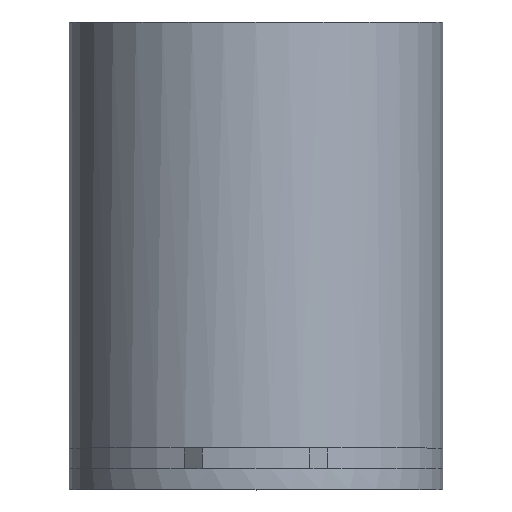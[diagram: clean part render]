
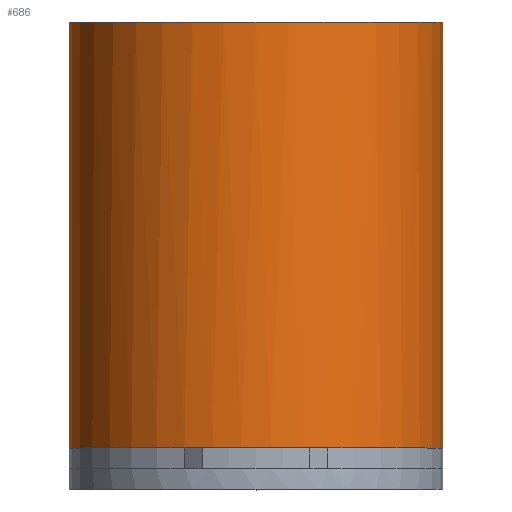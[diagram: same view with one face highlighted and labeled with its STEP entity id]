
A CAD part, top view. The second image highlights one B-rep face of the part: STEP entity #686.
In plain terms, the highlighted cylindrical face has radius 18 mm (diameter 36 mm), a partial arc.
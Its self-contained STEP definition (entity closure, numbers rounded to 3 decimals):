
#124=CARTESIAN_POINT('',(0.,4.,0.));
#125=DIRECTION('',(0.,1.,0.));
#126=DIRECTION('',(-0.383,0.,0.924));
#127=AXIS2_PLACEMENT_3D('',#124,#125,#126);
#159=CARTESIAN_POINT('',(0.,4.,0.));
#160=DIRECTION('',(0.,1.,0.));
#161=DIRECTION('',(-1.,0.,0.));
#162=AXIS2_PLACEMENT_3D('',#159,#160,#161);
#164=DIRECTION('',(0.,-1.,0.));
#165=VECTOR('',#164,41.);
#166=CARTESIAN_POINT('',(-18.,45.,0.));
#167=LINE('',#166,#165);
#168=CARTESIAN_POINT('',(0.,45.,0.));
#169=DIRECTION('',(0.,1.,0.));
#170=DIRECTION('',(-1.,0.,0.));
#171=AXIS2_PLACEMENT_3D('',#168,#169,#170);
#173=DIRECTION('',(0.,-1.,0.));
#174=VECTOR('',#173,41.);
#175=CARTESIAN_POINT('',(18.,45.,0.));
#176=LINE('',#175,#174);
#177=CARTESIAN_POINT('',(0.,4.,0.));
#178=DIRECTION('',(0.,1.,0.));
#179=DIRECTION('',(0.383,0.,0.924));
#180=AXIS2_PLACEMENT_3D('',#177,#178,#179);
#377=CARTESIAN_POINT('',(-18.,45.,0.));
#378=CARTESIAN_POINT('',(18.,45.,0.));
#379=VERTEX_POINT('',#377);
#380=VERTEX_POINT('',#378);
#401=CARTESIAN_POINT('',(-18.,4.,0.));
#402=VERTEX_POINT('',#401);
#405=CARTESIAN_POINT('',(18.,4.,0.));
#406=VERTEX_POINT('',#405);
#413=CARTESIAN_POINT('',(-6.888,4.,16.63));
#414=VERTEX_POINT('',#413);
#418=CARTESIAN_POINT('',(6.888,4.,16.63));
#420=VERTEX_POINT('',#418);
#672=CARTESIAN_POINT('',(0.,47.25,0.));
#673=DIRECTION('',(0.,-1.,0.));
#674=DIRECTION('',(-1.,0.,0.));
#675=AXIS2_PLACEMENT_3D('',#672,#673,#674);
#676=CYLINDRICAL_SURFACE('',#675,18.);
#677=ORIENTED_EDGE('',*,*,#529,.F.);
#678=ORIENTED_EDGE('',*,*,#527,.F.);
#680=ORIENTED_EDGE('',*,*,#679,.T.);
#681=ORIENTED_EDGE('',*,*,#523,.T.);
#682=ORIENTED_EDGE('',*,*,#521,.F.);
#683=ORIENTED_EDGE('',*,*,#634,.F.);
#684=EDGE_LOOP('',(#677,#678,#680,#681,#682,#683));
#685=FACE_OUTER_BOUND('',#684,.F.);
#128=CIRCLE('',#127,18.);
#163=CIRCLE('',#162,18.);
#172=CIRCLE('',#171,18.);
#181=CIRCLE('',#180,18.);
#521=EDGE_CURVE('',#420,#406,#181,.T.);
#523=EDGE_CURVE('',#380,#406,#176,.T.);
#527=EDGE_CURVE('',#379,#402,#167,.T.);
#529=EDGE_CURVE('',#402,#414,#163,.T.);
#634=EDGE_CURVE('',#414,#420,#128,.T.);
#679=EDGE_CURVE('',#379,#380,#172,.T.);
#686=ADVANCED_FACE('',(#685),#676,.T.);
